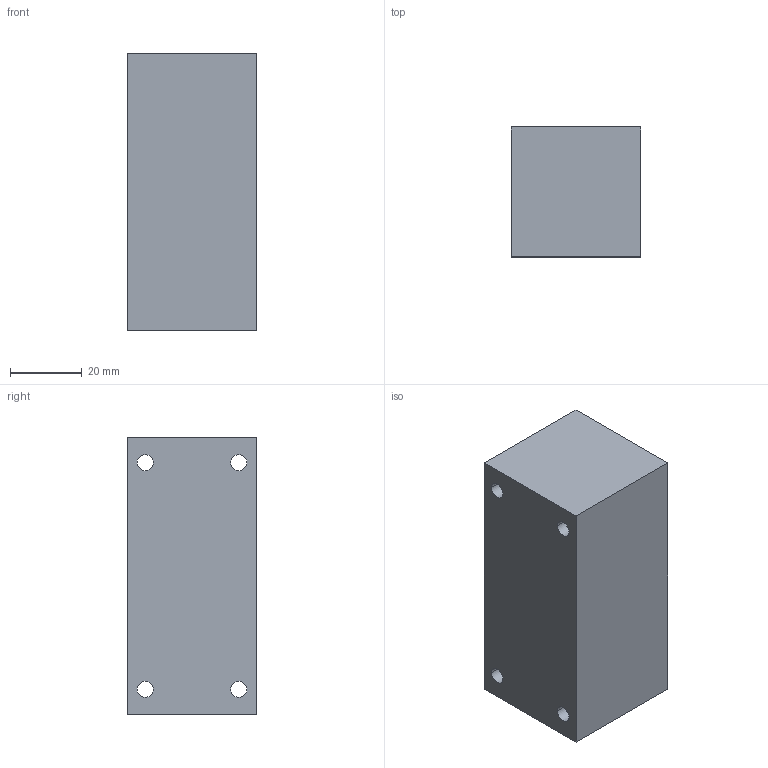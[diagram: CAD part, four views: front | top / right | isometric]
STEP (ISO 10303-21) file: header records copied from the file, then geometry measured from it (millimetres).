
FILE_DESCRIPTION (( 'STEP AP214' ), '1' );
FILE_NAME ('L-28-511_Airtec.step', '2018-12-06T07:32:26', ( '' ), ( '' ), 'SwSTEP 2.0', 'SolidWorks 2010', '' );
FILE_SCHEMA (( 'AUTOMOTIVE_DESIGN' ));
Length unit declared in the file: millimetre
Products named in the file (1): L-28-511_Airtec
Bounding box: 36 x 36 x 77 mm (x, y, z)
Volume: 93216.3 mm3; surface area: 17498.5 mm2
Topology: 1 solids, 1 shells, 180 faces, 486 edges, 314 vertices
Faces by surface type: plane 138, cylinder 30, cone 12
Entity records: 5540 total; most frequent: CARTESIAN_POINT 969, ORIENTED_EDGE 948, DIRECTION 896, EDGE_CURVE 474, VECTOR 414, LINE 414, VERTEX_POINT 314, AXIS2_PLACEMENT_3D 241
